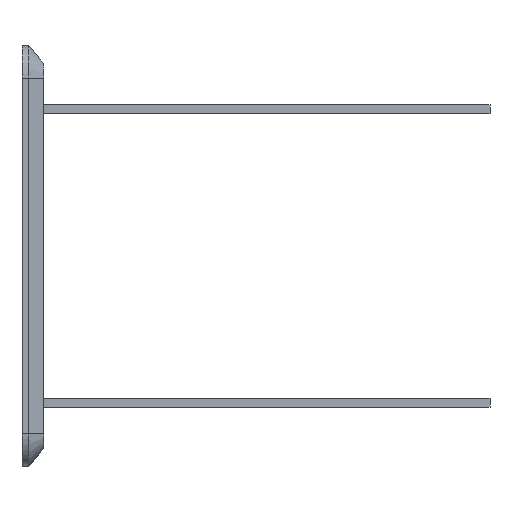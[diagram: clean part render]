
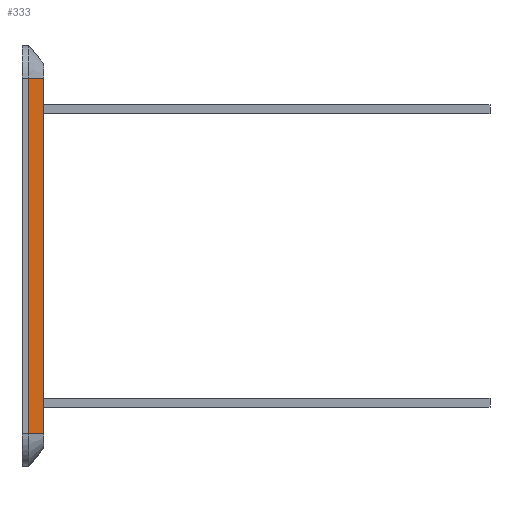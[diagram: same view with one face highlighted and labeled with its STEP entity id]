
A CAD part, left-side view. The second image highlights one B-rep face of the part: STEP entity #333.
In plain terms, the highlighted planar face has unit normal (-0.643, -0.766, 0).
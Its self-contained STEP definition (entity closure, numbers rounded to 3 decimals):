
#41 = CARTESIAN_POINT ( 'NONE',  ( -672., -17., -275. ) ) ;
#43 = VECTOR ( 'NONE', #473, 1000. ) ;
#86 = LINE ( 'NONE', #335, #43 ) ;
#135 = EDGE_CURVE ( 'NONE', #1517, #1190, #86, .T. ) ;
#208 = LINE ( 'NONE', #41, #741 ) ;
#233 = EDGE_CURVE ( 'NONE', #773, #1183, #1064, .T. ) ;
#278 = ORIENTED_EDGE ( 'NONE', *, *, #1524, .F. ) ;
#303 = DIRECTION ( 'NONE',  ( -0.766, 0.643, 0. ) ) ;
#333 = ADVANCED_FACE ( 'NONE', ( #1490 ), #592, .T. ) ;
#335 = CARTESIAN_POINT ( 'NONE',  ( -672., -17., 275. ) ) ;
#386 = ORIENTED_EDGE ( 'NONE', *, *, #233, .F. ) ;
#469 = AXIS2_PLACEMENT_3D ( 'NONE', #1222, #745, #1484 ) ;
#473 = DIRECTION ( 'NONE',  ( -0.766, 0.643, 0. ) ) ;
#566 = CARTESIAN_POINT ( 'NONE',  ( -700., 6.495, 275. ) ) ;
#592 = PLANE ( 'NONE',  #469 ) ;
#700 = CARTESIAN_POINT ( 'NONE',  ( -700., 6.495, -275. ) ) ;
#721 = VECTOR ( 'NONE', #1017, 1000. ) ;
#725 = VECTOR ( 'NONE', #303, 1000. ) ;
#741 = VECTOR ( 'NONE', #1345, 1000. ) ;
#745 = DIRECTION ( 'NONE',  ( -0.643, -0.766, 0. ) ) ;
#773 = VERTEX_POINT ( 'NONE', #1559 ) ;
#792 = EDGE_LOOP ( 'NONE', ( #1014, #278, #386, #1169 ) ) ;
#891 = EDGE_CURVE ( 'NONE', #1517, #773, #208, .T. ) ;
#1014 = ORIENTED_EDGE ( 'NONE', *, *, #135, .T. ) ;
#1017 = DIRECTION ( 'NONE',  ( 0., 0., 1. ) ) ;
#1064 = LINE ( 'NONE', #1449, #725 ) ;
#1169 = ORIENTED_EDGE ( 'NONE', *, *, #891, .F. ) ;
#1183 = VERTEX_POINT ( 'NONE', #700 ) ;
#1190 = VERTEX_POINT ( 'NONE', #566 ) ;
#1222 = CARTESIAN_POINT ( 'NONE',  ( -700., 6.495, -325. ) ) ;
#1271 = CARTESIAN_POINT ( 'NONE',  ( -672., -17., 275. ) ) ;
#1345 = DIRECTION ( 'NONE',  ( 0., 0., -1. ) ) ;
#1406 = CARTESIAN_POINT ( 'NONE',  ( -700., 6.495, 275. ) ) ;
#1449 = CARTESIAN_POINT ( 'NONE',  ( -672., -17., -275. ) ) ;
#1484 = DIRECTION ( 'NONE',  ( 0., 0., -1. ) ) ;
#1490 = FACE_OUTER_BOUND ( 'NONE', #792, .T. ) ;
#1517 = VERTEX_POINT ( 'NONE', #1271 ) ;
#1524 = EDGE_CURVE ( 'NONE', #1183, #1190, #1548, .T. ) ;
#1548 = LINE ( 'NONE', #1406, #721 ) ;
#1559 = CARTESIAN_POINT ( 'NONE',  ( -672., -17., -275. ) ) ;
